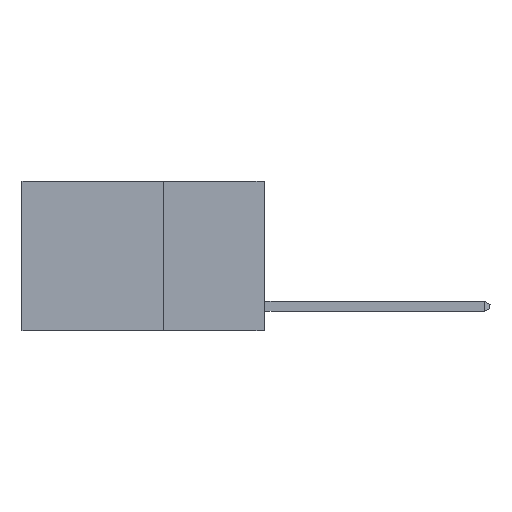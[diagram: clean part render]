
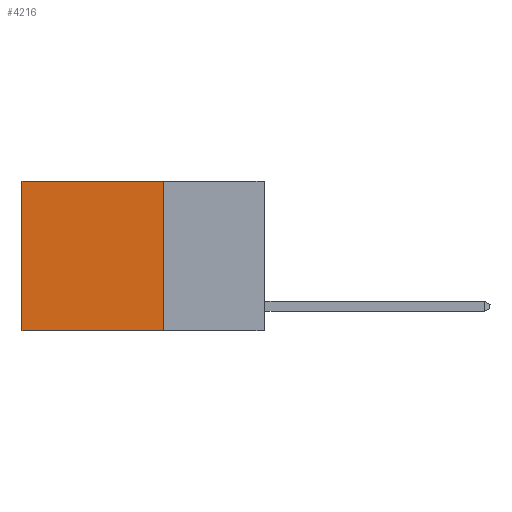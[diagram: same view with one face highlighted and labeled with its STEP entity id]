
A CAD part, left-side view. The second image highlights one B-rep face of the part: STEP entity #4216.
In plain terms, the highlighted planar face has unit normal (-1, 0, 0).
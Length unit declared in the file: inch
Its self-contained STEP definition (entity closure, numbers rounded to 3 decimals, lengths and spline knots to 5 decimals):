
#103 = EDGE_CURVE ( 'NONE', #2537, #3636, #9864, .T. ) ;
#427 = EDGE_CURVE ( 'NONE', #6735, #10170, #11478, .T. ) ;
#487 = AXIS2_PLACEMENT_3D ( 'NONE', #13419, #2897, #10387 ) ;
#1021 = CARTESIAN_POINT ( 'NONE',  ( 0.2625, 0.25, -0.37 ) ) ;
#1309 = CARTESIAN_POINT ( 'NONE',  ( 0.2625, 0.25, 0. ) ) ;
#1732 = EDGE_LOOP ( 'NONE', ( #13950, #8797, #3795, #6728 ) ) ;
#2013 = DIRECTION ( 'NONE',  ( 0., 0., -1. ) ) ;
#2069 = EDGE_CURVE ( 'NONE', #10170, #3636, #11096, .T. ) ;
#2470 = CARTESIAN_POINT ( 'NONE',  ( 0.2625, 0.25, -0.37 ) ) ;
#2503 = FACE_OUTER_BOUND ( 'NONE', #1732, .T. ) ;
#2537 = VERTEX_POINT ( 'NONE', #6327 ) ;
#2897 = DIRECTION ( 'NONE',  ( 1., 0., 0. ) ) ;
#3636 = VERTEX_POINT ( 'NONE', #5098 ) ;
#3795 = ORIENTED_EDGE ( 'NONE', *, *, #427, .F. ) ;
#4151 = CARTESIAN_POINT ( 'NONE',  ( 0.2625, 0.25, 0. ) ) ;
#4209 = VECTOR ( 'NONE', #2013, 39.37008 ) ;
#4216 = ADVANCED_FACE ( 'NONE', ( #2503 ), #9304, .F. ) ;
#5098 = CARTESIAN_POINT ( 'NONE',  ( 0.2625, 0.6, -0.37 ) ) ;
#5264 = DIRECTION ( 'NONE',  ( 0., 1., 0. ) ) ;
#5770 = EDGE_CURVE ( 'NONE', #6735, #2537, #11085, .T. ) ;
#5796 = CARTESIAN_POINT ( 'NONE',  ( 0.2625, 0.25, 0. ) ) ;
#6327 = CARTESIAN_POINT ( 'NONE',  ( 0.2625, 0.6, 0. ) ) ;
#6728 = ORIENTED_EDGE ( 'NONE', *, *, #5770, .T. ) ;
#6735 = VERTEX_POINT ( 'NONE', #5796 ) ;
#6839 = CARTESIAN_POINT ( 'NONE',  ( 0.2625, 0.6, 0. ) ) ;
#7942 = DIRECTION ( 'NONE',  ( 0., 0., -1. ) ) ;
#8797 = ORIENTED_EDGE ( 'NONE', *, *, #2069, .F. ) ;
#9304 = PLANE ( 'NONE',  #487 ) ;
#9662 = DIRECTION ( 'NONE',  ( 0., 1., 0. ) ) ;
#9864 = LINE ( 'NONE', #6839, #4209 ) ;
#10170 = VERTEX_POINT ( 'NONE', #2470 ) ;
#10387 = DIRECTION ( 'NONE',  ( 0., 0., -1. ) ) ;
#10775 = VECTOR ( 'NONE', #9662, 39.37008 ) ;
#11085 = LINE ( 'NONE', #4151, #13456 ) ;
#11096 = LINE ( 'NONE', #1021, #10775 ) ;
#11478 = LINE ( 'NONE', #1309, #13835 ) ;
#13419 = CARTESIAN_POINT ( 'NONE',  ( 0.2625, 0.25, 0. ) ) ;
#13456 = VECTOR ( 'NONE', #5264, 39.37008 ) ;
#13835 = VECTOR ( 'NONE', #7942, 39.37008 ) ;
#13950 = ORIENTED_EDGE ( 'NONE', *, *, #103, .T. ) ;
